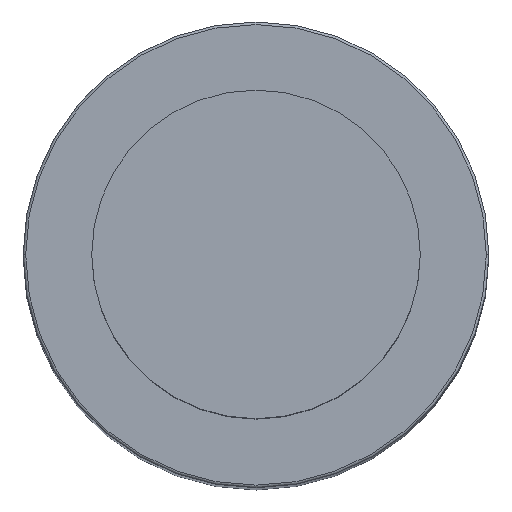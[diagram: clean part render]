
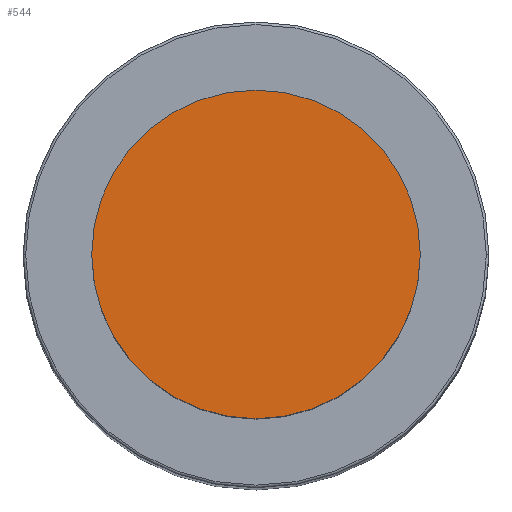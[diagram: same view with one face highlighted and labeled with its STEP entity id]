
A CAD part, top view. The second image highlights one B-rep face of the part: STEP entity #544.
In plain terms, the highlighted planar face has unit normal (0, 0, 1).
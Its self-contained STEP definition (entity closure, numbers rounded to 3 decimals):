
#182=CARTESIAN_POINT('',(0.,0.,60.));
#183=DIRECTION('',(0.,0.,1.));
#184=DIRECTION('',(1.,0.,0.));
#185=AXIS2_PLACEMENT_3D('',#182,#183,#184);
#187=CARTESIAN_POINT('',(0.,0.,60.));
#188=DIRECTION('',(0.,0.,1.));
#189=DIRECTION('',(-1.,0.,0.));
#190=AXIS2_PLACEMENT_3D('',#187,#188,#189);
#211=CARTESIAN_POINT('',(6.35,0.,60.));
#212=CARTESIAN_POINT('',(-6.35,0.,60.));
#213=VERTEX_POINT('',#211);
#214=VERTEX_POINT('',#212);
#535=CARTESIAN_POINT('',(0.,0.,60.));
#536=DIRECTION('',(0.,0.,1.));
#537=DIRECTION('',(1.,0.,0.));
#538=AXIS2_PLACEMENT_3D('',#535,#536,#537);
#539=PLANE('',#538);
#540=ORIENTED_EDGE('',*,*,#491,.F.);
#541=ORIENTED_EDGE('',*,*,#517,.F.);
#542=EDGE_LOOP('',(#540,#541));
#543=FACE_OUTER_BOUND('',#542,.F.);
#544=ADVANCED_FACE('',(#543),#539,.T.);
#186=CIRCLE('',#185,6.35);
#191=CIRCLE('',#190,6.35);
#491=EDGE_CURVE('',#213,#214,#186,.T.);
#517=EDGE_CURVE('',#214,#213,#191,.T.);
